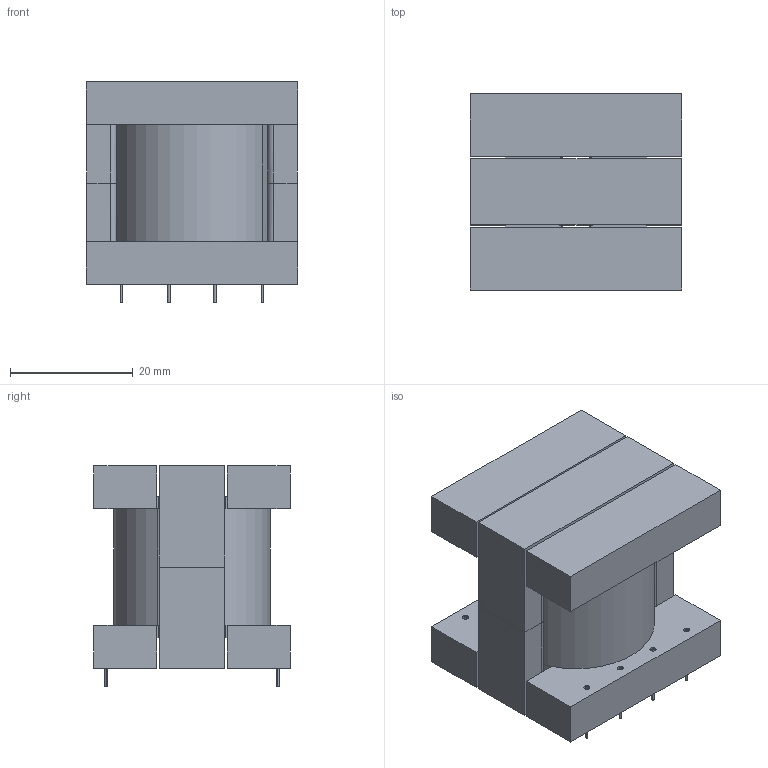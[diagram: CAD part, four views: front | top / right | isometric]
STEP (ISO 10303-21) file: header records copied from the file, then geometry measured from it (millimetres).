
FILE_DESCRIPTION (( 'STEP AP214' ), '1' );
FILE_NAME ('ﾒ瀨瑣ⅱ.STEP', '2022-12-25T11:38:55', ( '' ), ( '' ), 'SwSTEP 2.0', 'SolidWorks 2021', '' );
FILE_SCHEMA (( 'AUTOMOTIVE_DESIGN' ));
Length unit declared in the file: millimetre
Products named in the file (5): Îñíîâàíèå êàòóøêè òðàíñôðìàòîðà; ﾑ褞蒟韭; ﾒ瀨瑣ⅱ; Êàòóøêà òðàíñôîðìàòîðà; Âûõîä êàòóøêè òðàíñôîðìàòîðà
Assembly tree (12 placements, depth 2):
  ﾒ瀨瑣ⅱ
    Îñíîâàíèå êàòóøêè òðàíñôðìàòîðà
    ﾑ褞蒟韭  x2
    Êàòóøêà òðàíñôîðìàòîðà
    Âûõîä êàòóøêè òðàíñôîðìàòîðà  x8
Bounding box: 34.5 x 32 x 36.1 mm (x, y, z)
Volume: 26033.9 mm3; surface area: 15428.4 mm2
Topology: 12 solids, 12 shells, 146 faces, 366 edges, 244 vertices
Faces by surface type: plane 76, cylinder 70
Entity records: 3430 total; most frequent: CARTESIAN_POINT 623, DIRECTION 566, ORIENTED_EDGE 528, EDGE_CURVE 264, AXIS2_PLACEMENT_3D 199, VERTEX_POINT 176, VECTOR 168, LINE 168
